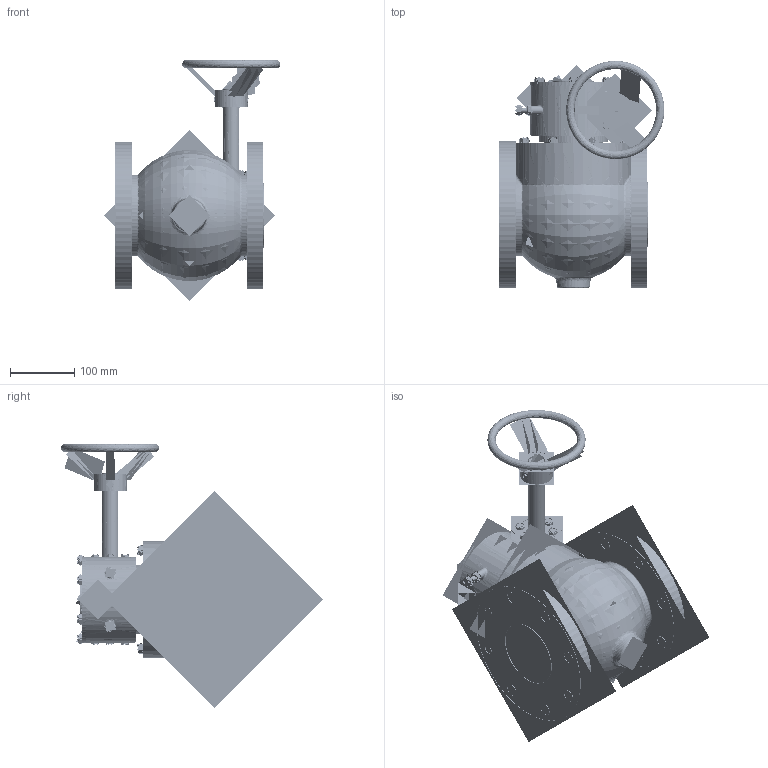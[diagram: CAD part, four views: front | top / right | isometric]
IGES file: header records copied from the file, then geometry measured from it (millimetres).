
Start section:  PTC IGES file: plug_flxfl-4in-handwheel_asm.igs
Global section: file name: plug_flxfl-4in-handwheel_asm.igs; native system: Creo Parametric by Parametric Technology Corporation; preprocessor: 2013050; author: HAPPY; organization: Unknown; date: 20170128.153716; units: inch
Bounding box: 274.37 x 406.49 x 409.53 mm (x, y, z)
Volume: 5532178.7 mm3; surface area: 4400544 mm2
Topology: 70 solids, 70 shells, 3256 faces, 16033 edges, 20290 vertices
Faces by surface type: revolution 1982, bspline 1168, extrusion 106
